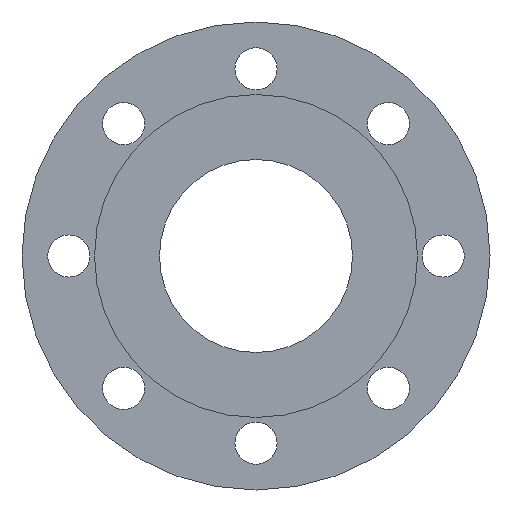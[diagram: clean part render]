
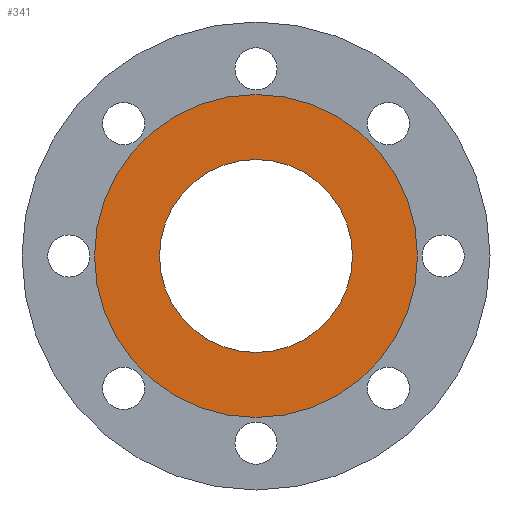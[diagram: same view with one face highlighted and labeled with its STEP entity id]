
A CAD part, front view. The second image highlights one B-rep face of the part: STEP entity #341.
In plain terms, the highlighted planar face has unit normal (0, -1, 0).
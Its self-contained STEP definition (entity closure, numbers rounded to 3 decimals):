
#12 = FACE_OUTER_BOUND ( 'NONE', #210, .T. ) ;
#124 = PLANE ( 'NONE',  #574 ) ;
#193 = EDGE_LOOP ( 'NONE', ( #769, #307 ) ) ;
#210 = EDGE_LOOP ( 'NONE', ( #802, #348 ) ) ;
#306 = EDGE_CURVE ( 'NONE', #579, #878, #703, .T. ) ;
#307 = ORIENTED_EDGE ( 'NONE', *, *, #722, .T. ) ;
#320 = VERTEX_POINT ( 'NONE', #941 ) ;
#341 = ADVANCED_FACE ( 'NONE', ( #799, #12 ), #124, .T. ) ;
#348 = ORIENTED_EDGE ( 'NONE', *, *, #522, .F. ) ;
#385 = CARTESIAN_POINT ( 'NONE',  ( 0., 0., 41.25 ) ) ;
#396 = EDGE_CURVE ( 'NONE', #669, #320, #771, .T. ) ;
#457 = CARTESIAN_POINT ( 'NONE',  ( 0., 0., 0. ) ) ;
#463 = DIRECTION ( 'NONE',  ( 0., 1., 0. ) ) ;
#522 = EDGE_CURVE ( 'NONE', #878, #579, #634, .T. ) ;
#568 = DIRECTION ( 'NONE',  ( 0., 1., 0. ) ) ;
#574 = AXIS2_PLACEMENT_3D ( 'NONE', #385, #888, #883 ) ;
#579 = VERTEX_POINT ( 'NONE', #1096 ) ;
#614 = CARTESIAN_POINT ( 'NONE',  ( 0., 0., 41.25 ) ) ;
#633 = CARTESIAN_POINT ( 'NONE',  ( 0., 0., 0. ) ) ;
#634 = CIRCLE ( 'NONE', #1054, 69. ) ;
#669 = VERTEX_POINT ( 'NONE', #614 ) ;
#671 = AXIS2_PLACEMENT_3D ( 'NONE', #843, #1012, #686 ) ;
#686 = DIRECTION ( 'NONE',  ( 0., 0., 1. ) ) ;
#696 = DIRECTION ( 'NONE',  ( 0., 0., 1. ) ) ;
#703 = CIRCLE ( 'NONE', #909, 69. ) ;
#722 = EDGE_CURVE ( 'NONE', #320, #669, #899, .T. ) ;
#755 = CARTESIAN_POINT ( 'NONE',  ( 0., 0., 0. ) ) ;
#769 = ORIENTED_EDGE ( 'NONE', *, *, #396, .T. ) ;
#771 = CIRCLE ( 'NONE', #840, 41.25 ) ;
#799 = FACE_BOUND ( 'NONE', #193, .T. ) ;
#802 = ORIENTED_EDGE ( 'NONE', *, *, #306, .F. ) ;
#840 = AXIS2_PLACEMENT_3D ( 'NONE', #633, #980, #1032 ) ;
#843 = CARTESIAN_POINT ( 'NONE',  ( 0., 0., 0. ) ) ;
#872 = CARTESIAN_POINT ( 'NONE',  ( 0., 0., -69. ) ) ;
#878 = VERTEX_POINT ( 'NONE', #872 ) ;
#883 = DIRECTION ( 'NONE',  ( 0., 0., -1. ) ) ;
#888 = DIRECTION ( 'NONE',  ( 0., -1., 0. ) ) ;
#899 = CIRCLE ( 'NONE', #671, 41.25 ) ;
#909 = AXIS2_PLACEMENT_3D ( 'NONE', #457, #463, #696 ) ;
#921 = DIRECTION ( 'NONE',  ( 0., 0., 1. ) ) ;
#941 = CARTESIAN_POINT ( 'NONE',  ( 0., 0., -41.25 ) ) ;
#980 = DIRECTION ( 'NONE',  ( 0., 1., 0. ) ) ;
#1012 = DIRECTION ( 'NONE',  ( 0., 1., 0. ) ) ;
#1032 = DIRECTION ( 'NONE',  ( 0., 0., 1. ) ) ;
#1054 = AXIS2_PLACEMENT_3D ( 'NONE', #755, #568, #921 ) ;
#1096 = CARTESIAN_POINT ( 'NONE',  ( 0., 0., 69. ) ) ;
